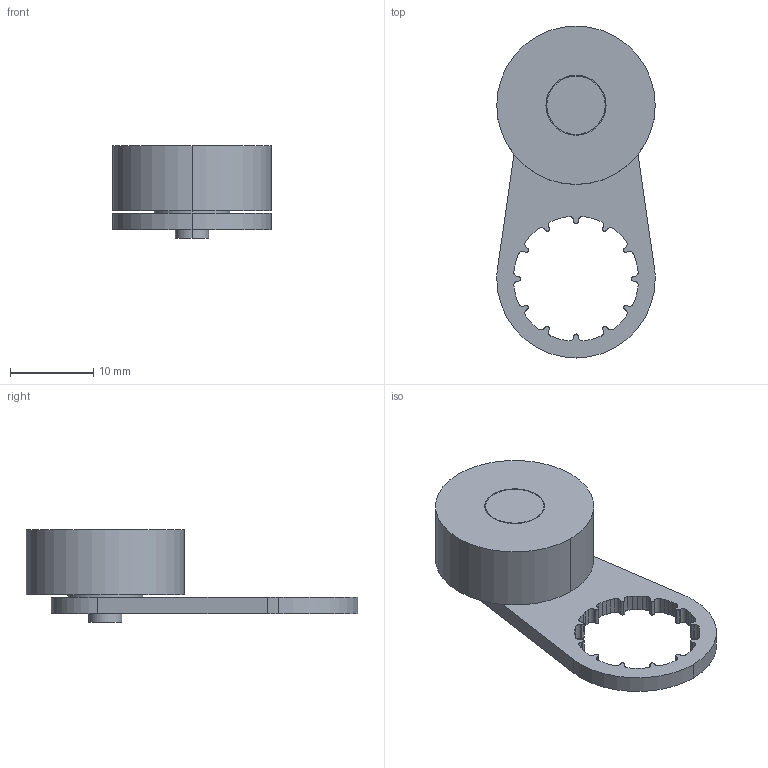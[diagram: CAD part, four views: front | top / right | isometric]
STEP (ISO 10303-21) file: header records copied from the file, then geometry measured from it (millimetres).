
FILE_DESCRIPTION(('STEP AP214'),'1');
FILE_NAME('cctmp_9D5DEC14-E9D6-40C6-A5BC-154C3C700A86_2023_07_21_11_55_15_0097..stp','2023-07-21T09:55:15',('SIEMENS A&D'),('CADClick - www.CADClick.com'),'Spatial InterOp 3D postprocessed',' ','unknown authorization');
FILE_SCHEMA(('AUTOMOTIVE_DESIGN'));
Length unit declared in the file: millimetre
Products named in the file (4): cc_unnamed; 2023_07_21_11_55_15_0078; 2023_07_21_11_55_15_0074; 2023_07_21_11_55_15_0070
Assembly tree (3 placements, depth 2):
  cc_unnamed
    2023_07_21_11_55_15_0078
    2023_07_21_11_55_15_0074
    2023_07_21_11_55_15_0070
Bounding box: 19 x 39.8 x 11.11 mm (x, y, z)
Volume: 2966.7 mm3; surface area: 2457.9 mm2
Topology: 3 solids, 3 shells, 160 faces, 448 edges, 297 vertices
Faces by surface type: plane 86, cylinder 72, cone 2
Entity records: 8734 total; most frequent: DIRECTION 918, CARTESIAN_POINT 907, STYLED_ITEM 906, PRESENTATION_STYLE_ASSIGNMENT 906, ORIENTED_EDGE 892, EDGE_CURVE 446, CURVE_STYLE 446, DRAUGHTING_PRE_DEFINED_CURVE_FONT 446
